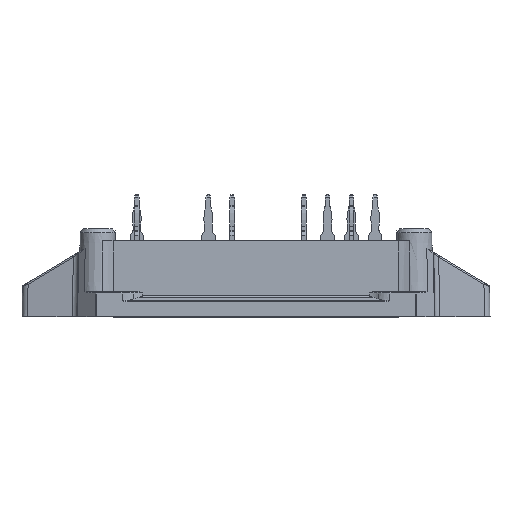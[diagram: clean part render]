
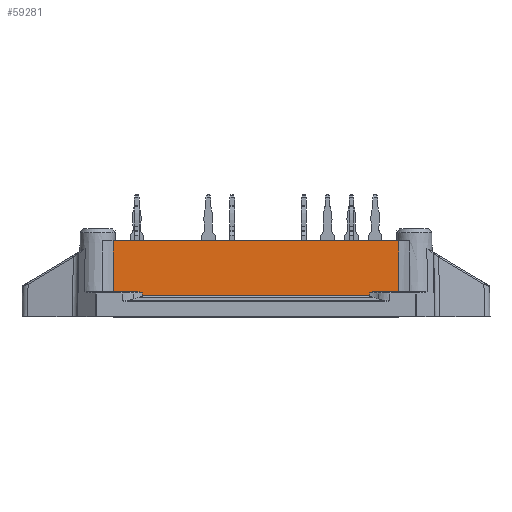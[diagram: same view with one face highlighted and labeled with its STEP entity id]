
A CAD part, front view. The second image highlights one B-rep face of the part: STEP entity #59281.
In plain terms, the highlighted planar face has unit normal (0, -1, 0.018).
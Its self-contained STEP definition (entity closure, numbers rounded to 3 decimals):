
#3121=B_SPLINE_CURVE_WITH_KNOTS('',3,(#81617,#81618,#81619,#81620),
 .UNSPECIFIED.,.F.,.F.,(4,4),(0.,0.001),
 .UNSPECIFIED.);
#3122=B_SPLINE_CURVE_WITH_KNOTS('',3,(#81625,#81626,#81627,#81628),
 .UNSPECIFIED.,.F.,.F.,(4,4),(0.001,0.001),
 .UNSPECIFIED.);
#3123=B_SPLINE_CURVE_WITH_KNOTS('',3,(#81630,#81631,#81632,#81633,#81634,
#81635,#81636),.UNSPECIFIED.,.F.,.F.,(4,1,1,1,4),(0.,
0.,0.,0.,0.001),
 .UNSPECIFIED.);
#3124=B_SPLINE_CURVE_WITH_KNOTS('',3,(#81640,#81641,#81642,#81643),
 .UNSPECIFIED.,.F.,.F.,(4,4),(0.,0.007),
 .UNSPECIFIED.);
#3125=B_SPLINE_CURVE_WITH_KNOTS('',3,(#81644,#81645,#81646,#81647),
 .UNSPECIFIED.,.F.,.F.,(4,4),(0.,0.007),.UNSPECIFIED.);
#3126=B_SPLINE_CURVE_WITH_KNOTS('',3,(#81651,#81652,#81653,#81654,#81655,
#81656),.UNSPECIFIED.,.F.,.F.,(4,1,1,4),(0.,0.,0.001,
0.001),.UNSPECIFIED.);
#4713=ORIENTED_EDGE('',*,*,#17353,.T.);
#4714=ORIENTED_EDGE('',*,*,#17354,.T.);
#4715=ORIENTED_EDGE('',*,*,#17355,.T.);
#4716=ORIENTED_EDGE('',*,*,#17356,.T.);
#4717=ORIENTED_EDGE('',*,*,#17357,.F.);
#4718=ORIENTED_EDGE('',*,*,#17358,.T.);
#4719=ORIENTED_EDGE('',*,*,#16874,.T.);
#4720=ORIENTED_EDGE('',*,*,#17359,.T.);
#4721=ORIENTED_EDGE('',*,*,#17360,.T.);
#4722=ORIENTED_EDGE('',*,*,#17361,.T.);
#16874=EDGE_CURVE('',#23215,#23214,#26874,.F.);
#17353=EDGE_CURVE('',#23657,#23658,#3121,.T.);
#17354=EDGE_CURVE('',#23658,#23659,#27089,.F.);
#17355=EDGE_CURVE('',#23659,#23660,#3122,.T.);
#17356=EDGE_CURVE('',#23660,#23661,#3123,.T.);
#17357=EDGE_CURVE('',#23662,#23661,#27090,.F.);
#17358=EDGE_CURVE('',#23662,#23215,#3124,.T.);
#17359=EDGE_CURVE('',#23214,#23663,#3125,.T.);
#17360=EDGE_CURVE('',#23663,#23664,#27091,.F.);
#17361=EDGE_CURVE('',#23664,#23657,#3126,.T.);
#23214=VERTEX_POINT('',#80323);
#23215=VERTEX_POINT('',#80325);
#23657=VERTEX_POINT('',#81621);
#23658=VERTEX_POINT('',#81622);
#23659=VERTEX_POINT('',#81624);
#23660=VERTEX_POINT('',#81629);
#23661=VERTEX_POINT('',#81637);
#23662=VERTEX_POINT('',#81639);
#23663=VERTEX_POINT('',#81648);
#23664=VERTEX_POINT('',#81650);
#26874=LINE('',#80324,#30918);
#27089=LINE('',#81623,#31133);
#27090=LINE('',#81638,#31134);
#27091=LINE('',#81649,#31135);
#30918=VECTOR('',#67077,1000.);
#31133=VECTOR('',#67740,1000.);
#31134=VECTOR('',#67741,1000.);
#31135=VECTOR('',#67742,1000.);
#34821=EDGE_LOOP('',(#4713,#4714,#4715,#4716,#4717,#4718,#4719,#4720,#4721,
#4722));
#37529=FACE_BOUND('',#34821,.T.);
#40123=PLANE('',#62299);
#59281=ADVANCED_FACE('',(#37529),#40123,.T.);
#62299=AXIS2_PLACEMENT_3D('',#81616,#67738,#67739);
#67077=DIRECTION('',(1.,0.,0.));
#67738=DIRECTION('',(0.,-1.,0.017));
#67739=DIRECTION('',(0.,0.017,1.));
#67740=DIRECTION('',(-1.,0.,0.));
#67741=DIRECTION('',(1.,0.,0.));
#67742=DIRECTION('',(-1.,0.,0.));
#80323=CARTESIAN_POINT('',(-19.154,-16.103,10.2));
#80324=CARTESIAN_POINT('',(-26.5,-16.103,10.2));
#80325=CARTESIAN_POINT('',(19.154,-16.103,10.2));
#81616=CARTESIAN_POINT('',(-26.5,-16.23,2.9));
#81617=CARTESIAN_POINT('',(-15.277,-16.225,3.203));
#81618=CARTESIAN_POINT('',(-15.277,-16.227,3.076));
#81619=CARTESIAN_POINT('',(-15.277,-16.229,2.949));
#81620=CARTESIAN_POINT('',(-15.277,-16.231,2.822));
#81621=CARTESIAN_POINT('',(-15.277,-16.225,3.203));
#81622=CARTESIAN_POINT('',(-15.277,-16.231,2.822));
#81623=CARTESIAN_POINT('',(15.276,-16.231,2.822));
#81624=CARTESIAN_POINT('',(15.277,-16.231,2.822));
#81625=CARTESIAN_POINT('',(15.277,-16.231,2.822));
#81626=CARTESIAN_POINT('',(15.277,-16.229,2.949));
#81627=CARTESIAN_POINT('',(15.277,-16.227,3.076));
#81628=CARTESIAN_POINT('',(15.277,-16.225,3.203));
#81629=CARTESIAN_POINT('',(15.277,-16.225,3.203));
#81630=CARTESIAN_POINT('',(15.277,-16.225,3.203));
#81631=CARTESIAN_POINT('',(15.277,-16.224,3.233));
#81632=CARTESIAN_POINT('',(15.331,-16.223,3.273));
#81633=CARTESIAN_POINT('',(15.431,-16.223,3.319));
#81634=CARTESIAN_POINT('',(15.627,-16.222,3.377));
#81635=CARTESIAN_POINT('',(15.794,-16.221,3.4));
#81636=CARTESIAN_POINT('',(15.909,-16.221,3.4));
#81637=CARTESIAN_POINT('',(15.909,-16.221,3.4));
#81638=CARTESIAN_POINT('',(-26.5,-16.221,3.4));
#81639=CARTESIAN_POINT('',(19.136,-16.221,3.4));
#81640=CARTESIAN_POINT('',(19.136,-16.221,3.4));
#81641=CARTESIAN_POINT('',(19.142,-16.182,5.667));
#81642=CARTESIAN_POINT('',(19.148,-16.142,7.933));
#81643=CARTESIAN_POINT('',(19.154,-16.103,10.2));
#81644=CARTESIAN_POINT('',(-19.154,-16.103,10.2));
#81645=CARTESIAN_POINT('',(-19.148,-16.142,7.933));
#81646=CARTESIAN_POINT('',(-19.142,-16.182,5.667));
#81647=CARTESIAN_POINT('',(-19.136,-16.221,3.4));
#81648=CARTESIAN_POINT('',(-19.136,-16.221,3.4));
#81649=CARTESIAN_POINT('',(-26.5,-16.221,3.4));
#81650=CARTESIAN_POINT('',(-15.909,-16.221,3.4));
#81651=CARTESIAN_POINT('',(-15.909,-16.221,3.4));
#81652=CARTESIAN_POINT('',(-15.794,-16.221,3.4));
#81653=CARTESIAN_POINT('',(-15.619,-16.222,3.378));
#81654=CARTESIAN_POINT('',(-15.415,-16.223,3.31));
#81655=CARTESIAN_POINT('',(-15.277,-16.224,3.262));
#81656=CARTESIAN_POINT('',(-15.277,-16.225,3.203));
